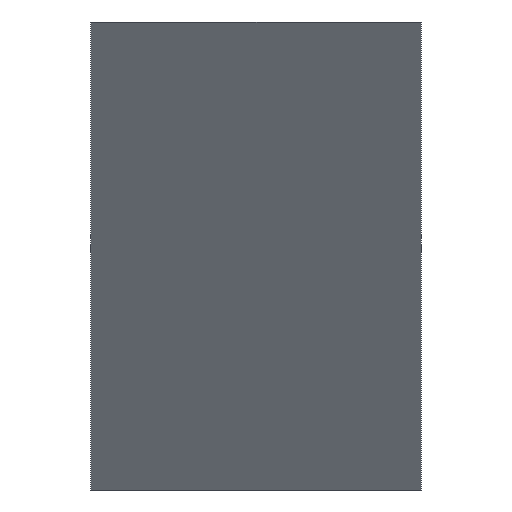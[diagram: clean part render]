
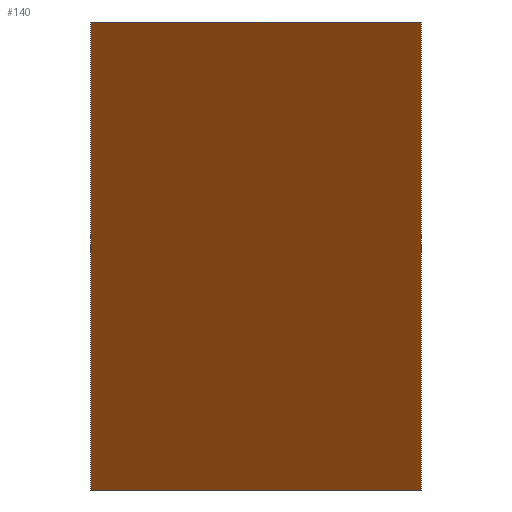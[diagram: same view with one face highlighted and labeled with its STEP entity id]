
A CAD part, front view. The second image highlights one B-rep face of the part: STEP entity #140.
In plain terms, the highlighted planar face has unit normal (-0.707, -0.707, 0).
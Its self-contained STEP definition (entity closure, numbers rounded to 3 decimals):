
#1 = CARTESIAN_POINT ( 'NONE',  ( 277.383, 68.878, 0. ) ) ;
#2 = DIRECTION ( 'NONE',  ( 0., 0., -1. ) ) ;
#3 = DIRECTION ( 'NONE',  ( 0.707, -0.707, 0. ) ) ;
#13 = ORIENTED_EDGE ( 'NONE', *, *, #141, .F. ) ;
#16 = VECTOR ( 'NONE', #117, 1000. ) ;
#19 = VECTOR ( 'NONE', #2, 1000. ) ;
#35 = CARTESIAN_POINT ( 'NONE',  ( 295.061, 51.201, 25. ) ) ;
#44 = EDGE_CURVE ( 'NONE', #160, #169, #88, .T. ) ;
#45 = DIRECTION ( 'NONE',  ( -0.707, 0.707, 0. ) ) ;
#46 = CARTESIAN_POINT ( 'NONE',  ( 277.383, 68.878, 0. ) ) ;
#52 = AXIS2_PLACEMENT_3D ( 'NONE', #56, #161, #45 ) ;
#56 = CARTESIAN_POINT ( 'NONE',  ( 277.383, 68.878, 25. ) ) ;
#58 = LINE ( 'NONE', #133, #19 ) ;
#65 = VECTOR ( 'NONE', #130, 1000. ) ;
#66 = EDGE_CURVE ( 'NONE', #69, #102, #58, .T. ) ;
#69 = VERTEX_POINT ( 'NONE', #71 ) ;
#71 = CARTESIAN_POINT ( 'NONE',  ( 277.383, 68.878, 25. ) ) ;
#79 = EDGE_LOOP ( 'NONE', ( #137, #105, #13, #110 ) ) ;
#88 = LINE ( 'NONE', #132, #65 ) ;
#89 = LINE ( 'NONE', #150, #16 ) ;
#93 = LINE ( 'NONE', #1, #158 ) ;
#102 = VERTEX_POINT ( 'NONE', #46 ) ;
#105 = ORIENTED_EDGE ( 'NONE', *, *, #44, .F. ) ;
#110 = ORIENTED_EDGE ( 'NONE', *, *, #66, .T. ) ;
#117 = DIRECTION ( 'NONE',  ( 0.707, -0.707, 0. ) ) ;
#123 = CARTESIAN_POINT ( 'NONE',  ( 295.061, 51.201, 0. ) ) ;
#130 = DIRECTION ( 'NONE',  ( 0., 0., -1. ) ) ;
#132 = CARTESIAN_POINT ( 'NONE',  ( 295.061, 51.201, 25. ) ) ;
#133 = CARTESIAN_POINT ( 'NONE',  ( 277.383, 68.878, 25. ) ) ;
#134 = PLANE ( 'NONE',  #52 ) ;
#137 = ORIENTED_EDGE ( 'NONE', *, *, #145, .T. ) ;
#140 = ADVANCED_FACE ( 'NONE', ( #147 ), #134, .F. ) ;
#141 = EDGE_CURVE ( 'NONE', #69, #160, #89, .T. ) ;
#145 = EDGE_CURVE ( 'NONE', #102, #169, #93, .T. ) ;
#147 = FACE_OUTER_BOUND ( 'NONE', #79, .T. ) ;
#150 = CARTESIAN_POINT ( 'NONE',  ( 277.383, 68.878, 25. ) ) ;
#158 = VECTOR ( 'NONE', #3, 1000. ) ;
#160 = VERTEX_POINT ( 'NONE', #35 ) ;
#161 = DIRECTION ( 'NONE',  ( 0.707, 0.707, 0. ) ) ;
#169 = VERTEX_POINT ( 'NONE', #123 ) ;
